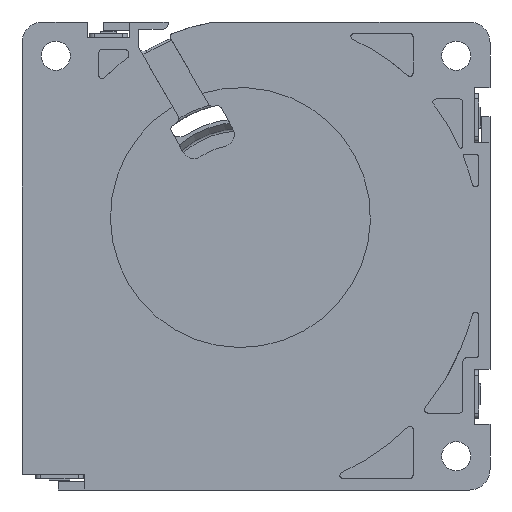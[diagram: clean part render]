
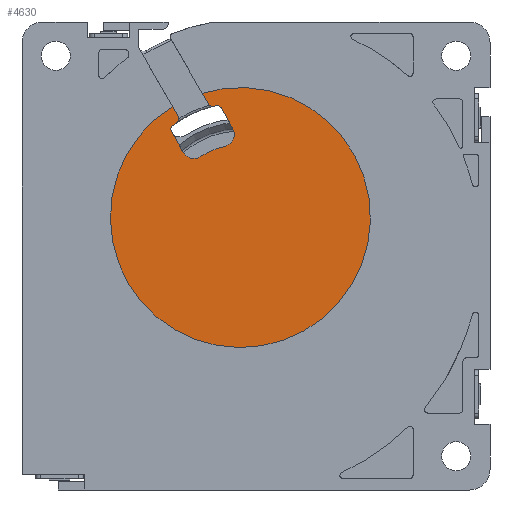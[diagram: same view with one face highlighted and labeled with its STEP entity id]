
A CAD part, front view. The second image highlights one B-rep face of the part: STEP entity #4630.
In plain terms, the highlighted planar face has unit normal (0, -1, 0).
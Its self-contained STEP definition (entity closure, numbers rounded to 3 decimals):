
#117=DIRECTION('',(-0.5,0.,0.866));
#118=VECTOR('',#117,1.025);
#119=CARTESIAN_POINT('',(-7.508,0.1,13.477));
#120=LINE('',#119,#118);
#905=CARTESIAN_POINT('',(-7.941,0.1,13.227));
#906=DIRECTION('',(0.,1.,0.));
#907=DIRECTION('',(0.866,0.,0.5));
#908=AXIS2_PLACEMENT_3D('',#905,#906,#907);
#910=CARTESIAN_POINT('',(-1.5,0.1,3.7));
#911=DIRECTION('',(0.,-1.,0.));
#912=DIRECTION('',(-0.56,0.,0.828));
#913=AXIS2_PLACEMENT_3D('',#910,#911,#912);
#915=CARTESIAN_POINT('',(-7.678,0.1,12.19));
#916=DIRECTION('',(0.,-1.,0.));
#917=DIRECTION('',(-0.588,0.,0.809));
#918=AXIS2_PLACEMENT_3D('',#915,#916,#917);
#920=DIRECTION('',(0.49,0.,-0.872));
#921=VECTOR('',#920,2.245);
#922=CARTESIAN_POINT('',(-8.114,0.1,11.945));
#923=LINE('',#922,#921);
#924=CARTESIAN_POINT('',(-5.968,0.1,10.576));
#925=DIRECTION('',(0.,-1.,0.));
#926=DIRECTION('',(-0.872,0.,-0.49));
#927=AXIS2_PLACEMENT_3D('',#924,#925,#926);
#929=CARTESIAN_POINT('',(-3.29,0.1,11.702));
#930=DIRECTION('',(0.,-1.,0.));
#931=DIRECTION('',(0.218,0.,-0.976));
#932=AXIS2_PLACEMENT_3D('',#929,#930,#931);
#934=DIRECTION('',(-0.49,0.,0.872));
#935=VECTOR('',#934,2.191);
#936=CARTESIAN_POINT('',(-2.244,0.1,12.29));
#937=LINE('',#936,#935);
#938=CARTESIAN_POINT('',(-3.753,0.1,13.955));
#939=DIRECTION('',(0.,-1.,0.));
#940=DIRECTION('',(0.872,0.,0.49));
#941=AXIS2_PLACEMENT_3D('',#938,#939,#940);
#943=CARTESIAN_POINT('',(-1.5,0.1,3.7));
#944=DIRECTION('',(0.,-1.,0.));
#945=DIRECTION('',(-0.215,0.,0.977));
#946=AXIS2_PLACEMENT_3D('',#943,#944,#945);
#948=CARTESIAN_POINT('',(-4.153,0.1,14.89));
#949=DIRECTION('',(0.,1.,0.));
#950=DIRECTION('',(0.231,0.,-0.973));
#951=AXIS2_PLACEMENT_3D('',#948,#949,#950);
#953=DIRECTION('',(-0.5,0.,0.866));
#954=VECTOR('',#953,1.166);
#955=CARTESIAN_POINT('',(-4.586,0.1,14.64));
#956=LINE('',#955,#954);
#957=CARTESIAN_POINT('',(-1.5,0.1,3.7));
#958=DIRECTION('',(0.,1.,0.));
#959=DIRECTION('',(-0.293,0.,0.956));
#960=AXIS2_PLACEMENT_3D('',#957,#958,#959);
#1082=CARTESIAN_POINT('',(-1.5,0.1,3.7));
#1083=DIRECTION('',(0.,-1.,0.));
#1084=DIRECTION('',(-0.218,0.,0.976));
#1085=AXIS2_PLACEMENT_3D('',#1082,#1083,#1084);
#2907=CARTESIAN_POINT('',(-5.169,0.1,15.65));
#2908=VERTEX_POINT('',#2907);
#2909=CARTESIAN_POINT('',(-4.586,0.1,14.64));
#2910=VERTEX_POINT('',#2909);
#2925=CARTESIAN_POINT('',(-7.508,0.1,13.477));
#2926=VERTEX_POINT('',#2925);
#2927=CARTESIAN_POINT('',(-8.02,0.1,14.365));
#2928=VERTEX_POINT('',#2927);
#2930=CARTESIAN_POINT('',(-7.661,0.1,12.813));
#2931=VERTEX_POINT('',#2930);
#2934=CARTESIAN_POINT('',(-4.037,0.1,14.403));
#2935=VERTEX_POINT('',#2934);
#2936=CARTESIAN_POINT('',(-3.861,0.1,14.444));
#2937=VERTEX_POINT('',#2936);
#2942=CARTESIAN_POINT('',(-7.972,0.1,12.594));
#2943=VERTEX_POINT('',#2942);
#2944=CARTESIAN_POINT('',(-8.114,0.1,11.945));
#2945=VERTEX_POINT('',#2944);
#2946=CARTESIAN_POINT('',(-7.014,0.1,9.988));
#2947=VERTEX_POINT('',#2946);
#2948=CARTESIAN_POINT('',(-5.314,0.1,9.57));
#2949=VERTEX_POINT('',#2948);
#2950=CARTESIAN_POINT('',(-3.028,0.1,10.531));
#2951=VERTEX_POINT('',#2950);
#2952=CARTESIAN_POINT('',(-2.244,0.1,12.29));
#2953=VERTEX_POINT('',#2952);
#2954=CARTESIAN_POINT('',(-3.318,0.1,14.2));
#2955=VERTEX_POINT('',#2954);
#4604=CARTESIAN_POINT('',(0.,0.1,0.));
#4605=DIRECTION('',(0.,-1.,0.));
#4606=DIRECTION('',(0.,0.,1.));
#4607=AXIS2_PLACEMENT_3D('',#4604,#4605,#4606);
#4608=PLANE('',#4607);
#4609=ORIENTED_EDGE('',*,*,#4598,.T.);
#4610=ORIENTED_EDGE('',*,*,#4569,.T.);
#4612=ORIENTED_EDGE('',*,*,#4611,.T.);
#4613=ORIENTED_EDGE('',*,*,#4501,.T.);
#4615=ORIENTED_EDGE('',*,*,#4614,.T.);
#4617=ORIENTED_EDGE('',*,*,#4616,.F.);
#4619=ORIENTED_EDGE('',*,*,#4618,.T.);
#4620=ORIENTED_EDGE('',*,*,#4530,.T.);
#4621=ORIENTED_EDGE('',*,*,#4548,.T.);
#4622=ORIENTED_EDGE('',*,*,#4563,.T.);
#4624=ORIENTED_EDGE('',*,*,#4623,.T.);
#4625=ORIENTED_EDGE('',*,*,#3582,.T.);
#4626=ORIENTED_EDGE('',*,*,#3478,.T.);
#4627=ORIENTED_EDGE('',*,*,#3498,.F.);
#4628=EDGE_LOOP('',(#4609,#4610,#4612,#4613,#4615,#4617,#4619,#4620,#4621,#4622,
#4624,#4625,#4626,#4627));
#4629=FACE_OUTER_BOUND('',#4628,.F.);
#4630=ADVANCED_FACE('',(#4629),#4608,.T.);
#909=CIRCLE('',#908,0.5);
#914=CIRCLE('',#913,11.);
#919=CIRCLE('',#918,0.5);
#928=CIRCLE('',#927,1.2);
#933=CIRCLE('',#932,1.2);
#942=CIRCLE('',#941,0.5);
#947=CIRCLE('',#946,11.);
#952=CIRCLE('',#951,0.5);
#961=CIRCLE('',#960,12.5);
#1086=CIRCLE('',#1085,7.);
#3478=EDGE_CURVE('',#2908,#2928,#961,.T.);
#3498=EDGE_CURVE('',#2926,#2928,#120,.T.);
#3582=EDGE_CURVE('',#2910,#2908,#956,.T.);
#4501=EDGE_CURVE('',#2945,#2947,#923,.T.);
#4530=EDGE_CURVE('',#2953,#2955,#937,.T.);
#4548=EDGE_CURVE('',#2955,#2937,#942,.T.);
#4563=EDGE_CURVE('',#2937,#2935,#947,.T.);
#4569=EDGE_CURVE('',#2931,#2943,#914,.T.);
#4598=EDGE_CURVE('',#2926,#2931,#909,.T.);
#4611=EDGE_CURVE('',#2943,#2945,#919,.T.);
#4614=EDGE_CURVE('',#2947,#2949,#928,.T.);
#4616=EDGE_CURVE('',#2951,#2949,#1086,.T.);
#4618=EDGE_CURVE('',#2951,#2953,#933,.T.);
#4623=EDGE_CURVE('',#2935,#2910,#952,.T.);
